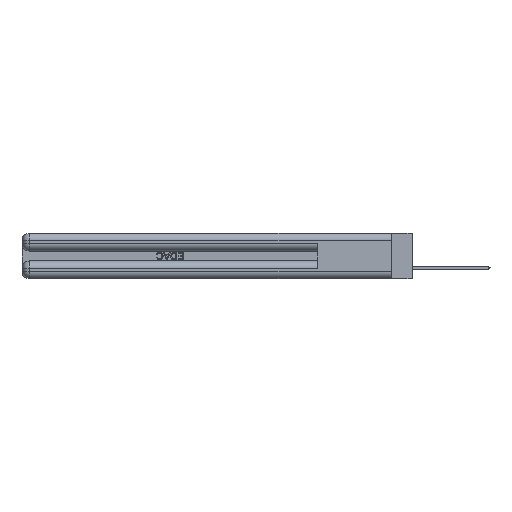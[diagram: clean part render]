
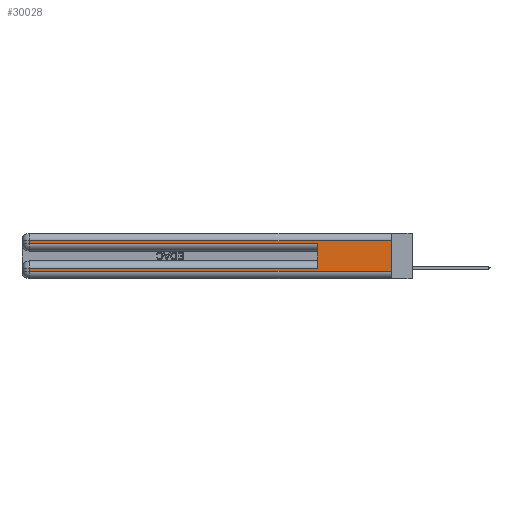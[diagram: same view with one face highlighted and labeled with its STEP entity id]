
A CAD part, left-side view. The second image highlights one B-rep face of the part: STEP entity #30028.
In plain terms, the highlighted planar face has unit normal (-1, 0, 0).
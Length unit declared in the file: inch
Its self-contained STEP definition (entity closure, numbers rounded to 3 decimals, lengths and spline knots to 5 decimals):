
#186 = CARTESIAN_POINT ( 'NONE',  ( 0., 0., 0.085 ) ) ;
#313 = CARTESIAN_POINT ( 'NONE',  ( 0., 0.6, 0.145 ) ) ;
#440 = CARTESIAN_POINT ( 'NONE',  ( 0., 0.6, 0.085 ) ) ;
#594 = EDGE_CURVE ( 'NONE', #42849, #1043, #26580, .T. ) ;
#1043 = VERTEX_POINT ( 'NONE', #26933 ) ;
#1725 = CARTESIAN_POINT ( 'NONE',  ( 0., 2.94, 0.37 ) ) ;
#2425 = LINE ( 'NONE', #186, #20302 ) ;
#2446 = FACE_OUTER_BOUND ( 'NONE', #36194, .T. ) ;
#2923 = EDGE_CURVE ( 'NONE', #22891, #1043, #23660, .T. ) ;
#4877 = VERTEX_POINT ( 'NONE', #24406 ) ;
#5634 = LINE ( 'NONE', #29777, #43552 ) ;
#6534 = CARTESIAN_POINT ( 'NONE',  ( 0., 0., 0.37 ) ) ;
#6552 = EDGE_CURVE ( 'NONE', #42849, #29083, #2425, .T. ) ;
#6709 = ORIENTED_EDGE ( 'NONE', *, *, #22968, .T. ) ;
#7343 = ORIENTED_EDGE ( 'NONE', *, *, #18382, .F. ) ;
#7838 = EDGE_CURVE ( 'NONE', #16654, #22891, #43093, .T. ) ;
#9903 = VERTEX_POINT ( 'NONE', #33799 ) ;
#10622 = DIRECTION ( 'NONE',  ( 0., 1., 0. ) ) ;
#11386 = ORIENTED_EDGE ( 'NONE', *, *, #7838, .T. ) ;
#11416 = CARTESIAN_POINT ( 'NONE',  ( 0., 2.94, 0.37 ) ) ;
#12786 = DIRECTION ( 'NONE',  ( 0., -1., 0. ) ) ;
#12969 = LINE ( 'NONE', #16386, #20189 ) ;
#14675 = DIRECTION ( 'NONE',  ( 0., 1., 0. ) ) ;
#15160 = DIRECTION ( 'NONE',  ( 0., 0., -1. ) ) ;
#15334 = DIRECTION ( 'NONE',  ( 0., 0., -1. ) ) ;
#16386 = CARTESIAN_POINT ( 'NONE',  ( 0., 0., 0.31 ) ) ;
#16654 = VERTEX_POINT ( 'NONE', #39671 ) ;
#17147 = VECTOR ( 'NONE', #33622, 39.37008 ) ;
#18382 = EDGE_CURVE ( 'NONE', #9903, #26103, #34089, .T. ) ;
#19184 = ORIENTED_EDGE ( 'NONE', *, *, #594, .F. ) ;
#20189 = VECTOR ( 'NONE', #10622, 39.37008 ) ;
#20302 = VECTOR ( 'NONE', #14675, 39.37008 ) ;
#20881 = DIRECTION ( 'NONE',  ( 0., 0., -1. ) ) ;
#21339 = ORIENTED_EDGE ( 'NONE', *, *, #27038, .T. ) ;
#22891 = VERTEX_POINT ( 'NONE', #26363 ) ;
#22968 = EDGE_CURVE ( 'NONE', #9903, #16654, #12969, .T. ) ;
#23660 = LINE ( 'NONE', #28352, #38200 ) ;
#24406 = CARTESIAN_POINT ( 'NONE',  ( 0., 2.94, 0.06 ) ) ;
#25068 = VECTOR ( 'NONE', #20881, 39.37008 ) ;
#25745 = VECTOR ( 'NONE', #15160, 39.37008 ) ;
#25781 = DIRECTION ( 'NONE',  ( 0., -1., 0. ) ) ;
#25969 = AXIS2_PLACEMENT_3D ( 'NONE', #36440, #36592, #15334 ) ;
#26103 = VERTEX_POINT ( 'NONE', #36336 ) ;
#26363 = CARTESIAN_POINT ( 'NONE',  ( 0., 2.94, 0.285 ) ) ;
#26580 = LINE ( 'NONE', #313, #17147 ) ;
#26933 = CARTESIAN_POINT ( 'NONE',  ( 0., 0.6, 0.285 ) ) ;
#27038 = EDGE_CURVE ( 'NONE', #29083, #4877, #34543, .T. ) ;
#28352 = CARTESIAN_POINT ( 'NONE',  ( 0., 0., 0.285 ) ) ;
#29083 = VERTEX_POINT ( 'NONE', #43639 ) ;
#29777 = CARTESIAN_POINT ( 'NONE',  ( 0., 0., 0.06 ) ) ;
#29981 = ORIENTED_EDGE ( 'NONE', *, *, #6552, .T. ) ;
#30028 = ADVANCED_FACE ( 'NONE', ( #2446 ), #33176, .F. ) ;
#30302 = DIRECTION ( 'NONE',  ( 0., 0., -1. ) ) ;
#32436 = ORIENTED_EDGE ( 'NONE', *, *, #2923, .T. ) ;
#33176 = PLANE ( 'NONE',  #25969 ) ;
#33622 = DIRECTION ( 'NONE',  ( 0., 0., 1. ) ) ;
#33781 = EDGE_CURVE ( 'NONE', #4877, #26103, #5634, .T. ) ;
#33799 = CARTESIAN_POINT ( 'NONE',  ( 0., 0., 0.31 ) ) ;
#34089 = LINE ( 'NONE', #6534, #25068 ) ;
#34543 = LINE ( 'NONE', #1725, #38982 ) ;
#36194 = EDGE_LOOP ( 'NONE', ( #7343, #6709, #11386, #32436, #19184, #29981, #21339, #43796 ) ) ;
#36336 = CARTESIAN_POINT ( 'NONE',  ( 0., 0., 0.06 ) ) ;
#36440 = CARTESIAN_POINT ( 'NONE',  ( 0., 0., 0.37 ) ) ;
#36592 = DIRECTION ( 'NONE',  ( 1., 0., 0. ) ) ;
#38200 = VECTOR ( 'NONE', #25781, 39.37008 ) ;
#38982 = VECTOR ( 'NONE', #30302, 39.37008 ) ;
#39671 = CARTESIAN_POINT ( 'NONE',  ( 0., 2.94, 0.31 ) ) ;
#42849 = VERTEX_POINT ( 'NONE', #440 ) ;
#43093 = LINE ( 'NONE', #11416, #25745 ) ;
#43552 = VECTOR ( 'NONE', #12786, 39.37008 ) ;
#43639 = CARTESIAN_POINT ( 'NONE',  ( 0., 2.94, 0.085 ) ) ;
#43796 = ORIENTED_EDGE ( 'NONE', *, *, #33781, .T. ) ;
